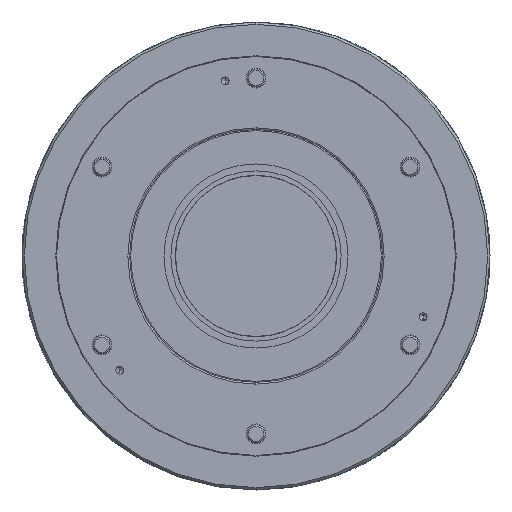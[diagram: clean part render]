
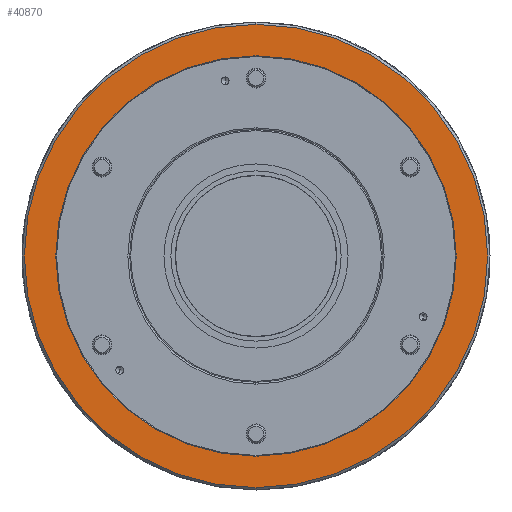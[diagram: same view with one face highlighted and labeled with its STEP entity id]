
A CAD part, left-side view. The second image highlights one B-rep face of the part: STEP entity #40870.
In plain terms, the highlighted planar face has unit normal (-1, 0, 0).
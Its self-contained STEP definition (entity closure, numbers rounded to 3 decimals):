
#6268 = AXIS2_PLACEMENT_3D ( 'NONE', #7179, #22431, #37957 ) ;
#7000 = CIRCLE ( 'NONE', #6268, 261. ) ;
#7179 = CARTESIAN_POINT ( 'NONE',  ( 0., 0., 0. ) ) ;
#7981 = EDGE_CURVE ( 'NONE', #29545, #26438, #31996, .T. ) ;
#8791 = DIRECTION ( 'NONE',  ( 0., 0., 1. ) ) ;
#12369 = ORIENTED_EDGE ( 'NONE', *, *, #23882, .T. ) ;
#12529 = PLANE ( 'NONE',  #35674 ) ;
#12849 = ORIENTED_EDGE ( 'NONE', *, *, #15730, .T. ) ;
#14117 = ORIENTED_EDGE ( 'NONE', *, *, #7981, .T. ) ;
#14663 = CARTESIAN_POINT ( 'NONE',  ( 0., 0., 0. ) ) ;
#15112 = AXIS2_PLACEMENT_3D ( 'NONE', #15236, #30504, #46185 ) ;
#15119 = DIRECTION ( 'NONE',  ( -1., 0., 0. ) ) ;
#15236 = CARTESIAN_POINT ( 'NONE',  ( 0., 0., 0. ) ) ;
#15440 = EDGE_CURVE ( 'NONE', #26438, #29545, #25323, .T. ) ;
#15730 = EDGE_CURVE ( 'NONE', #29531, #27121, #7000, .T. ) ;
#16649 = ORIENTED_EDGE ( 'NONE', *, *, #15440, .T. ) ;
#21068 = CARTESIAN_POINT ( 'NONE',  ( 0., 0., -302. ) ) ;
#22431 = DIRECTION ( 'NONE',  ( 1., 0., 0. ) ) ;
#23882 = EDGE_CURVE ( 'NONE', #27121, #29531, #36884, .T. ) ;
#24669 = AXIS2_PLACEMENT_3D ( 'NONE', #49935, #15119, #30384 ) ;
#25323 = CIRCLE ( 'NONE', #24669, 302. ) ;
#26438 = VERTEX_POINT ( 'NONE', #31161 ) ;
#27121 = VERTEX_POINT ( 'NONE', #37509 ) ;
#27795 = CARTESIAN_POINT ( 'NONE',  ( 0., 305., 0. ) ) ;
#29531 = VERTEX_POINT ( 'NONE', #40389 ) ;
#29545 = VERTEX_POINT ( 'NONE', #21068 ) ;
#29927 = DIRECTION ( 'NONE',  ( -1., 0., 0. ) ) ;
#30384 = DIRECTION ( 'NONE',  ( 0., 0., 1. ) ) ;
#30504 = DIRECTION ( 'NONE',  ( 1., 0., 0. ) ) ;
#31161 = CARTESIAN_POINT ( 'NONE',  ( 0., 0., 302. ) ) ;
#31628 = FACE_BOUND ( 'NONE', #35391, .T. ) ;
#31996 = CIRCLE ( 'NONE', #40977, 302. ) ;
#32385 = EDGE_LOOP ( 'NONE', ( #14117, #16649 ) ) ;
#35391 = EDGE_LOOP ( 'NONE', ( #12369, #12849 ) ) ;
#35674 = AXIS2_PLACEMENT_3D ( 'NONE', #27795, #43435, #8791 ) ;
#36884 = CIRCLE ( 'NONE', #15112, 261. ) ;
#37509 = CARTESIAN_POINT ( 'NONE',  ( 0., 0., 261. ) ) ;
#37957 = DIRECTION ( 'NONE',  ( 0., 0., 1. ) ) ;
#40389 = CARTESIAN_POINT ( 'NONE',  ( 0., 0., -261. ) ) ;
#40870 = ADVANCED_FACE ( 'NONE', ( #31628, #47293 ), #12529, .T. ) ;
#40977 = AXIS2_PLACEMENT_3D ( 'NONE', #14663, #29927, #45595 ) ;
#43435 = DIRECTION ( 'NONE',  ( -1., 0., 0. ) ) ;
#45595 = DIRECTION ( 'NONE',  ( 0., 0., 1. ) ) ;
#46185 = DIRECTION ( 'NONE',  ( 0., 0., 1. ) ) ;
#47293 = FACE_OUTER_BOUND ( 'NONE', #32385, .T. ) ;
#49935 = CARTESIAN_POINT ( 'NONE',  ( 0., 0., 0. ) ) ;
